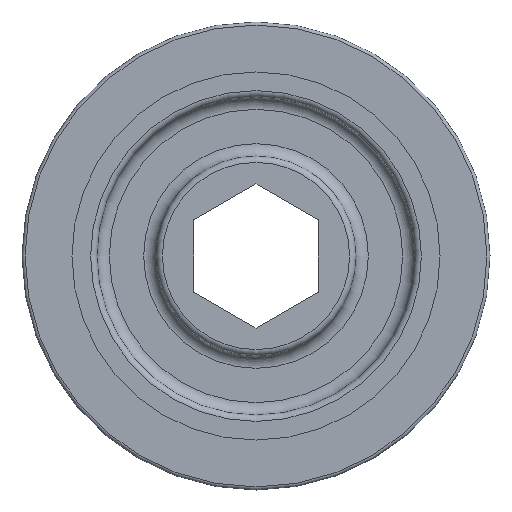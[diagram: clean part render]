
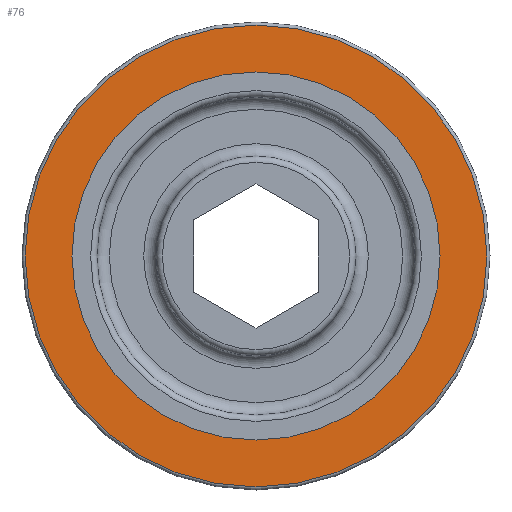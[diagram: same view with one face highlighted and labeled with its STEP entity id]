
A CAD part, left-side view. The second image highlights one B-rep face of the part: STEP entity #76.
In plain terms, the highlighted planar face has unit normal (-1, 0, 0).
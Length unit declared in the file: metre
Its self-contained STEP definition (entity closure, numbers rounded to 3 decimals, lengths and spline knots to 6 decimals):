
#76 = ADVANCED_FACE( '', ( #181, #182 ), #183, .F. );
#181 = FACE_OUTER_BOUND( '', #335, .T. );
#182 = FACE_BOUND( '', #336, .T. );
#183 = PLANE( '', #337 );
#335 = EDGE_LOOP( '', ( #488 ) );
#336 = EDGE_LOOP( '', ( #489 ) );
#337 = AXIS2_PLACEMENT_3D( '', #490, #491, #492 );
#488 = ORIENTED_EDGE( '', *, *, #705, .T. );
#489 = ORIENTED_EDGE( '', *, *, #717, .T. );
#490 = CARTESIAN_POINT( '', ( -0.00508, 0., 0. ) );
#491 = DIRECTION( '', ( 1., 0., 0. ) );
#492 = DIRECTION( '', ( 0., 1., 0. ) );
#705 = EDGE_CURVE( '', #792, #792, #793, .F. );
#717 = EDGE_CURVE( '', #812, #812, #813, .T. );
#792 = VERTEX_POINT( '', #919 );
#793 = CIRCLE( '', #920, 0.023495 );
#812 = VERTEX_POINT( '', #939 );
#813 = CIRCLE( '', #940, 0.018733 );
#919 = CARTESIAN_POINT( '', ( -0.00508, 0., -0.023495 ) );
#920 = AXIS2_PLACEMENT_3D( '', #1064, #1065, #1066 );
#939 = CARTESIAN_POINT( '', ( -0.00508, 0., -0.018733 ) );
#940 = AXIS2_PLACEMENT_3D( '', #1088, #1089, #1090 );
#1064 = CARTESIAN_POINT( '', ( -0.00508, 0., 0. ) );
#1065 = DIRECTION( '', ( 1., 0., 0. ) );
#1066 = DIRECTION( '', ( 0., 0., -1. ) );
#1088 = CARTESIAN_POINT( '', ( -0.00508, 0., 0. ) );
#1089 = DIRECTION( '', ( 1., 0., 0. ) );
#1090 = DIRECTION( '', ( 0., 0., -1. ) );
